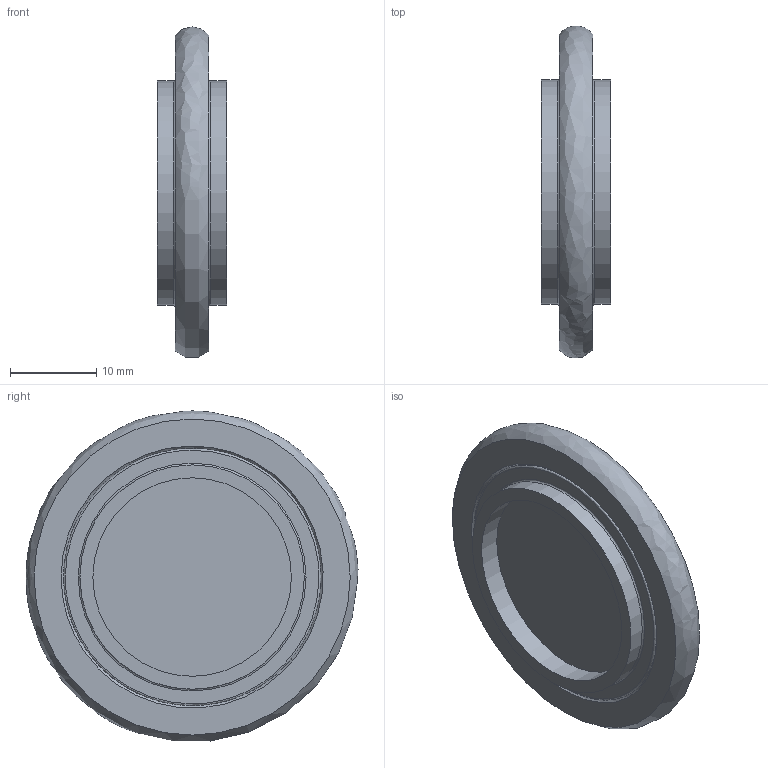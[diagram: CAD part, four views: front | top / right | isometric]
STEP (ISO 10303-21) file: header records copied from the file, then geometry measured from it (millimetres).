
FILE_DESCRIPTION (( 'STEP AP214' ), '1' );
FILE_NAME ('FULLVAC AF1KF25002.STEP', '2019-03-29T13:37:28', ( '' ), ( '' ), 'SwSTEP 2.0', 'SolidWorks 2017', '' );
FILE_SCHEMA (( 'AUTOMOTIVE_DESIGN' ));
Length unit declared in the file: millimetre
Products named in the file (1): FULLVAC AF1KF25002
Bounding box: 8 x 38.47 x 38.25 mm (x, y, z)
Volume: 4268.3 mm3; surface area: 3894 mm2
Topology: 1 solids, 1 shells, 21 faces, 39 edges, 27 vertices
Faces by surface type: plane 9, cylinder 5, bspline 5, torus 2
Full cylindrical faces by diameter (mm): 23 x1, 25 x1, 25.2 x1, 26 x2
Entity records: 794 total; most frequent: CARTESIAN_POINT 417, DIRECTION 70, ORIENTED_EDGE 48, EDGE_LOOP 40, AXIS2_PLACEMENT_3D 35, FACE_OUTER_BOUND 33, EDGE_CURVE 24, VERTEX_POINT 24
